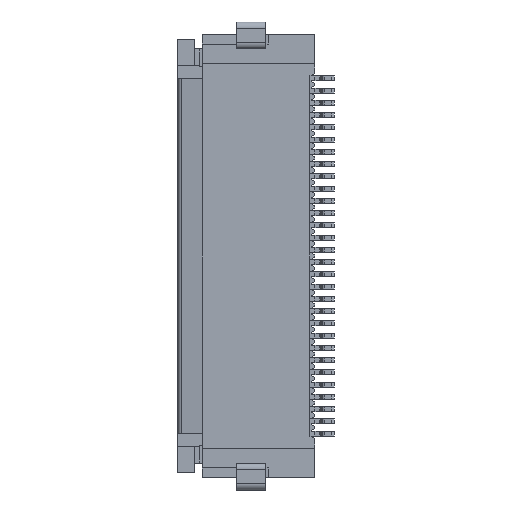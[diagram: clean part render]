
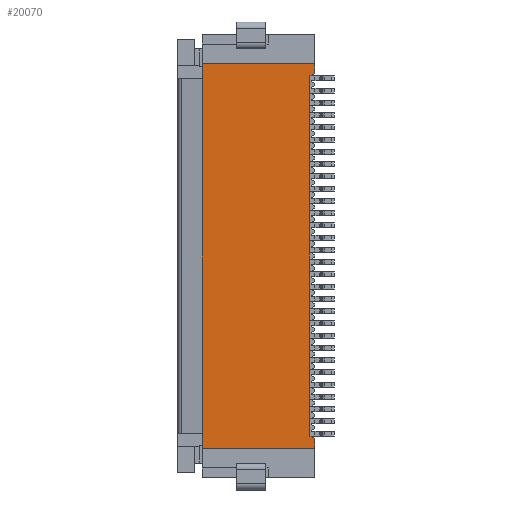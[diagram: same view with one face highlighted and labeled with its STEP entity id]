
A CAD part, left-side view. The second image highlights one B-rep face of the part: STEP entity #20070.
In plain terms, the highlighted planar face has unit normal (-1, 0, 0).
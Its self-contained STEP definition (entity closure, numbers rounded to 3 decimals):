
#19360=CARTESIAN_POINT('',(-2.015,-3.341,22.055));
#19370=DIRECTION('',(-1.,0.,0.));
#19380=DIRECTION('',(0.,-1.,0.));
#19390=AXIS2_PLACEMENT_3D('',#19360,#19370,#19380);
#19400=PLANE('',#19390);
#19410=CARTESIAN_POINT('',(-2.015,-3.391,17.055));
#19420=DIRECTION('',(0.,0.,-1.));
#19430=VECTOR('',#19420,1.);
#19440=LINE('',#19410,#19430);
#19450=CARTESIAN_POINT('',(-2.015,-3.391,10.555));
#19460=VERTEX_POINT('',#19450);
#19470=CARTESIAN_POINT('',(-2.015,-3.391,-4.14));
#19480=VERTEX_POINT('',#19470);
#19490=EDGE_CURVE('',#19460,#19480,#19440,.T.);
#19500=ORIENTED_EDGE('',*,*,#19490,.F.);
#19510=CARTESIAN_POINT('',(-2.015,0.,
-2.402));
#19520=DIRECTION('',(0.,-0.89,-0.456));
#19530=VECTOR('',#19520,1.);
#19540=LINE('',#19510,#19530);
#19550=CARTESIAN_POINT('',(-2.015,-3.591,-4.243));
#19560=VERTEX_POINT('',#19550);
#19570=EDGE_CURVE('',#19480,#19560,#19540,.T.);
#19580=ORIENTED_EDGE('',*,*,#19570,.F.);
#19590=CARTESIAN_POINT('',(-2.015,-3.591,-5.69));
#19600=DIRECTION('',(0.,0.,1.));
#19610=VECTOR('',#19600,1.);
#19620=LINE('',#19590,#19610);
#19630=CARTESIAN_POINT('',(-2.015,-3.591,-4.643));
#19640=VERTEX_POINT('',#19630);
#19650=EDGE_CURVE('',#19640,#19560,#19620,.T.);
#19660=ORIENTED_EDGE('',*,*,#19650,.T.);
#19670=CARTESIAN_POINT('',(-2.015,1.009,-4.643));
#19680=DIRECTION('',(0.,-1.,0.));
#19690=VECTOR('',#19680,1.);
#19700=LINE('',#19670,#19690);
#19710=CARTESIAN_POINT('',(-2.015,1.009,-4.643));
#19720=VERTEX_POINT('',#19710);
#19730=EDGE_CURVE('',#19720,#19640,#19700,.T.);
#19740=ORIENTED_EDGE('',*,*,#19730,.T.);
#19750=CARTESIAN_POINT('',(-2.015,1.009,16.325));
#19760=DIRECTION('',(0.,0.,1.));
#19770=VECTOR('',#19760,1.);
#19780=LINE('',#19750,#19770);
#19790=CARTESIAN_POINT('',(-2.015,1.009,11.058));
#19800=VERTEX_POINT('',#19790);
#19810=EDGE_CURVE('',#19720,#19800,#19780,.T.);
#19820=ORIENTED_EDGE('',*,*,#19810,.F.);
#19830=CARTESIAN_POINT('',(-2.015,1.009,11.058));
#19840=DIRECTION('',(0.,-1.,0.));
#19850=VECTOR('',#19840,1.);
#19860=LINE('',#19830,#19850);
#19870=CARTESIAN_POINT('',(-2.015,-3.591,11.058));
#19880=VERTEX_POINT('',#19870);
#19890=EDGE_CURVE('',#19800,#19880,#19860,.T.);
#19900=ORIENTED_EDGE('',*,*,#19890,.F.);
#19910=CARTESIAN_POINT('',(-2.015,-3.591,12.105));
#19920=DIRECTION('',(0.,0.,-1.));
#19930=VECTOR('',#19920,1.);
#19940=LINE('',#19910,#19930);
#19950=CARTESIAN_POINT('',(-2.015,-3.591,10.658));
#19960=VERTEX_POINT('',#19950);
#19970=EDGE_CURVE('',#19880,#19960,#19940,.T.);
#19980=ORIENTED_EDGE('',*,*,#19970,.F.);
#19990=CARTESIAN_POINT('',(-2.015,0.,
8.817));
#20000=DIRECTION('',(0.,-0.89,
0.456));
#20010=VECTOR('',#20000,1.);
#20020=LINE('',#19990,#20010);
#20030=EDGE_CURVE('',#19460,#19960,#20020,.T.);
#20040=ORIENTED_EDGE('',*,*,#20030,.T.);
#20050=EDGE_LOOP('',(#20040,#19980,#19900,#19820,#19740,#19660,#19580,
#19500));
#20060=FACE_OUTER_BOUND('',#20050,.T.);
#20070=ADVANCED_FACE('',(#20060),#19400,.T.);
